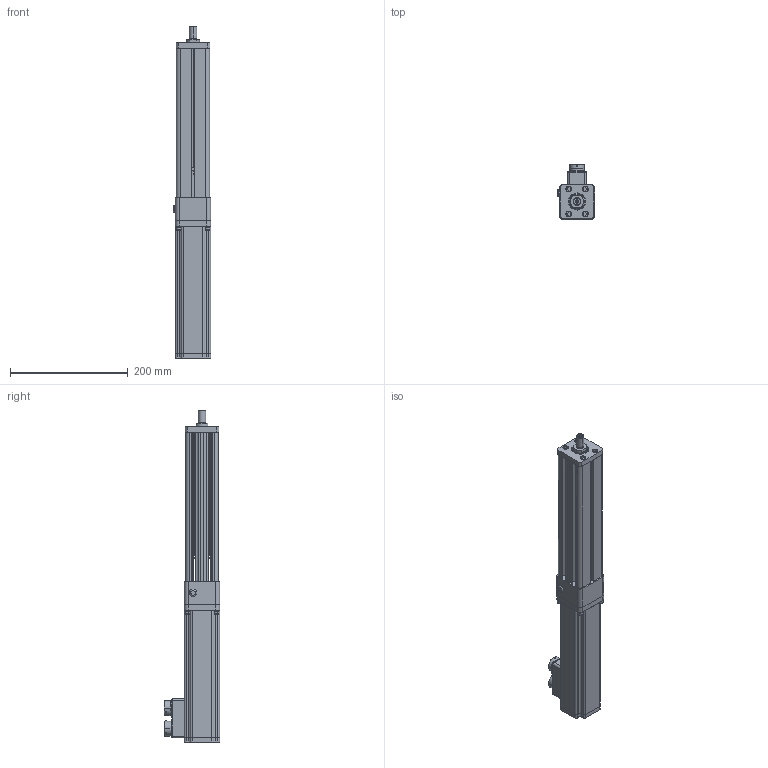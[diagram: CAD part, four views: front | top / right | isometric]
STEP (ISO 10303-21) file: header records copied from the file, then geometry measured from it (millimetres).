
FILE_DESCRIPTION (( 'STEP AP203' ), '1' );
FILE_NAME ('i^20-0601 Integrated Motor Coupler SLM-G60 IP54.STEP', '2008-08-29T15:26:52', ( ' ' ), ( '' ), 'SwSTEP 2.0', 'SolidWorks 2008', '' );
FILE_SCHEMA (( 'CONFIG_CONTROL_DESIGN' ));
Length unit declared in the file: millimetre
Products named in the file (1): i^20-0601 Integrated Motor Coupler SLM-G60 IP54
Bounding box: 63.45 x 94.1 x 565 mm (x, y, z)
Surface area: 191871.3 mm2 (no closed solid volume)
Topology: 0 solids, 47 shells, 530 faces, 1575 edges, 1079 vertices
Faces by surface type: cylinder 237, plane 177, torus 46, sphere 46, cone 24
Entity records: 17582 total; most frequent: CARTESIAN_POINT 3439, DIRECTION 3263, ORIENTED_EDGE 2408, EDGE_CURVE 1483, AXIS2_PLACEMENT_3D 1281, VERTEX_POINT 1033, CIRCLE 750, VECTOR 701
